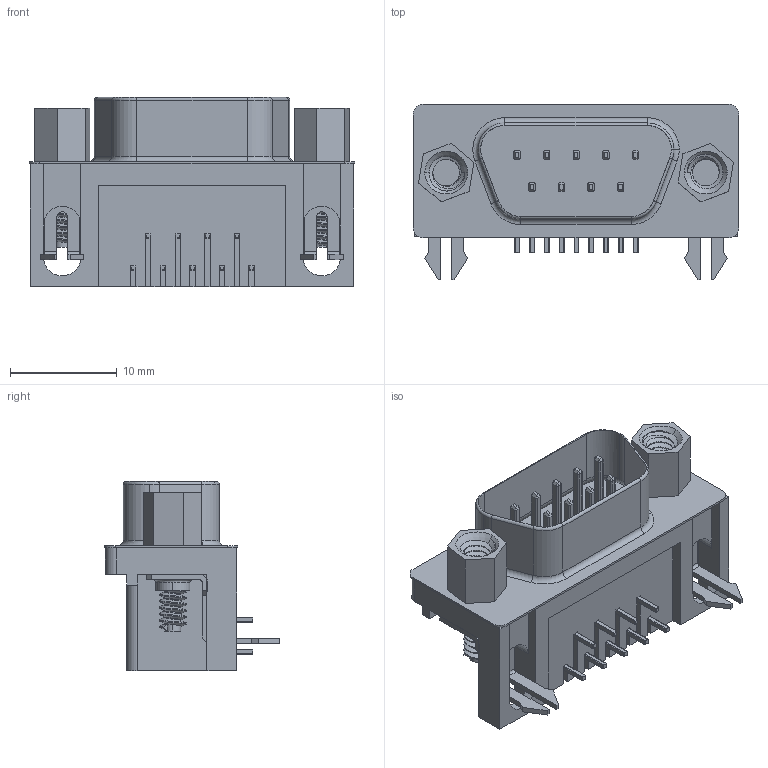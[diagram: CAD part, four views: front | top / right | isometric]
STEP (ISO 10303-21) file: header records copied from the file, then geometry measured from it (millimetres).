
FILE_DESCRIPTION (( 'STEP AP203' ), '1' );
FILE_NAME ('ALSRobot-DB9-M.STEP', '2021-01-28T07:34:19', ( '' ), ( '' ), 'SwSTEP 2.0', 'SolidWorks 2018', '' );
FILE_SCHEMA (( 'CONFIG_CONTROL_DESIGN' ));
Length unit declared in the file: millimetre
Products named in the file (4): ALSRobot-DB9-M_User Library-DRB-9M_st_1; ALSRobot-DB9-M_User Library-DRB-9M_DRB-9M_1; ALSRobot-DB9-M; ALSRobot-DB9-M_User Library-DRB-9M_kont_1
Assembly tree (5 placements, depth 2):
  ALSRobot-DB9-M
    ALSRobot-DB9-M_User Library-DRB-9M_kont_1  x2
    ALSRobot-DB9-M_User Library-DRB-9M_st_1  x2
    ALSRobot-DB9-M_User Library-DRB-9M_DRB-9M_1
Bounding box: 30.5 x 16.4 x 17.7 mm (x, y, z)
Volume: 2843.3 mm3; surface area: 3764.3 mm2
Topology: 5 solids, 5 shells, 664 faces, 1698 edges, 1033 vertices
Faces by surface type: plane 331, cylinder 214, cone 78, torus 27, bspline 14
Entity records: 19826 total; most frequent: CARTESIAN_POINT 6227, ORIENTED_EDGE 2770, DIRECTION 2699, EDGE_CURVE 1385, VECTOR 921, LINE 921, AXIS2_PLACEMENT_3D 889, VERTEX_POINT 850
